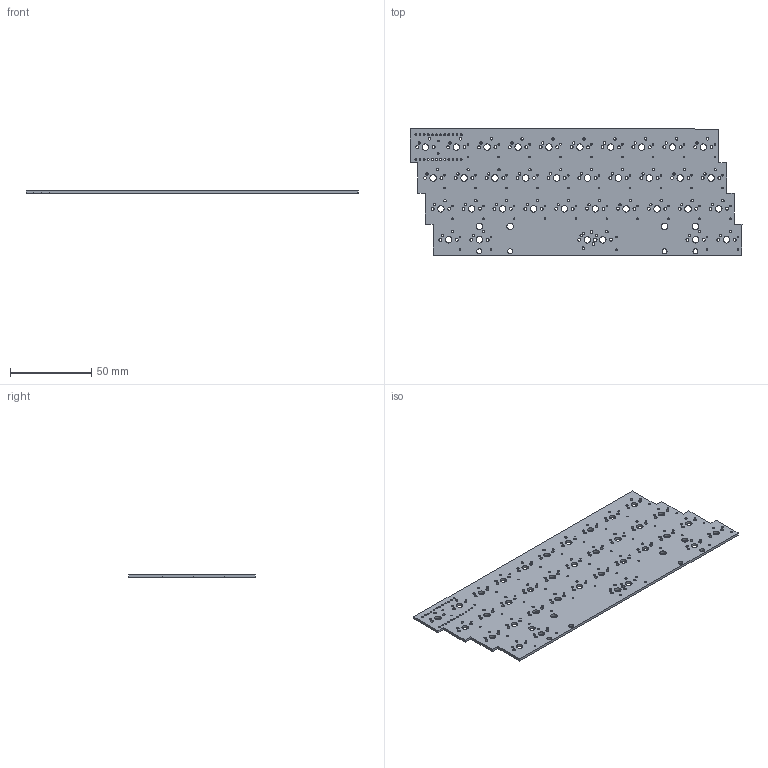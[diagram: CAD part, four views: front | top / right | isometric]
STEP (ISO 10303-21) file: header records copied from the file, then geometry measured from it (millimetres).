
FILE_DESCRIPTION(('KiCad electronic assembly'),'2;1');
FILE_NAME('omega_4_solder.step','2020-11-02T23:33:46',('An Author'),( 'A Company'),'Open CASCADE STEP processor 6.9', 'KiCad to STEP converter','Unknown');
FILE_SCHEMA(('AUTOMOTIVE_DESIGN { 1 0 10303 214 1 1 1 1 }'));
Length unit declared in the file: millimetre
Products named in the file (2): Open CASCADE STEP translator 6.9 1; COMPOUND
Assembly tree (1 placements, depth 2):
  Open CASCADE STEP translator 6.9 1
    COMPOUND
Bounding box: 204.8 x 78 x 1.6 mm (x, y, z)
Volume: 22298.3 mm3; surface area: 31308 mm2
Topology: 1 solids, 1 shells, 307 faces, 915 edges, 610 vertices
Faces by surface type: cylinder 289, plane 18
Full cylindrical faces by diameter (mm): 1 x70, 1.1 x24, 1.47 x74, 1.75 x70, 3.048 x4, 3.988 x40
Entity records: 25457 total; most frequent: CARTESIAN_POINT 7154, DIRECTION 3341, ORIENTED_EDGE 1830, PCURVE 1830, DEFINITIONAL_REPRESENTATION 1830, LINE 1567, VECTOR 1567, EDGE_CURVE 915
